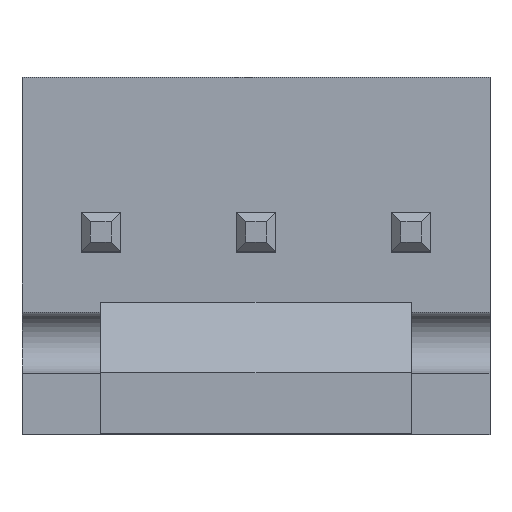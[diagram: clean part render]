
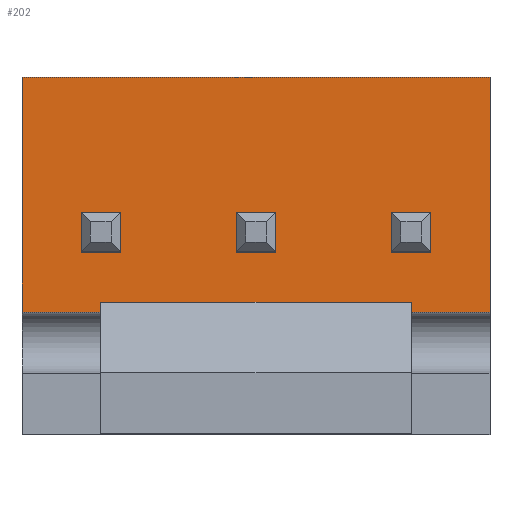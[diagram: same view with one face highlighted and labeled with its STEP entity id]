
A CAD part, top view. The second image highlights one B-rep face of the part: STEP entity #202.
In plain terms, the highlighted planar face has unit normal (0, 0, 1).
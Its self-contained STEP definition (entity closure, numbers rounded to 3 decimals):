
#23=VERTEX_POINT('',#24);
#24=CARTESIAN_POINT('',(6.37,2.54,2.5));
#28=EDGE_CURVE('',#23,#29,#31,.T.);
#29=VERTEX_POINT('',#30);
#30=CARTESIAN_POINT('',(-1.29,2.54,2.5));
#31=LINE('',#24,#32);
#32=VECTOR('',#33,1.);
#33=DIRECTION('',(-1.,0.,0.));
#44=DIRECTION('',(0.,-1.,0.));
#53=VECTOR('',#54,1.);
#54=DIRECTION('',(0.,1.,0.));
#58=CARTESIAN_POINT('',(6.37,-3.3,2.5));
#64=LINE('',#58,#53);
#67=VERTEX_POINT('',#68);
#68=CARTESIAN_POINT('',(6.37,-1.3,2.5));
#75=EDGE_CURVE('',#67,#23,#64,.T.);
#87=VECTOR('',#44,1.);
#90=EDGE_CURVE('',#29,#91,#93,.T.);
#91=VERTEX_POINT('',#92);
#92=CARTESIAN_POINT('',(-1.29,-1.3,2.5));
#93=LINE('',#30,#87);
#110=DIRECTION('',(1.,0.,0.));
#117=VECTOR('',#110,1.);
#140=VECTOR('',#141,1.);
#141=DIRECTION('',(0.,-1.,0.));
#200=DIRECTION('',(0.,0.,-1.));
#201=DIRECTION('',(-1.,0.,0.));
#202=ADVANCED_FACE('',(#203,#213,#239,#265),#291,.F.);
#203=FACE_BOUND('',#204,.F.);
#204=EDGE_LOOP('',(#205,#206,#207,#212));
#205=ORIENTED_EDGE('',*,*,#28,.F.);
#206=ORIENTED_EDGE('',*,*,#75,.F.);
#207=ORIENTED_EDGE('',*,*,#208,.F.);
#208=EDGE_CURVE('',#91,#67,#209,.T.);
#209=LINE('',#92,#210);
#210=VECTOR('',#211,1.);
#211=DIRECTION('',(1.,0.,0.));
#212=ORIENTED_EDGE('',*,*,#90,.F.);
#213=FACE_BOUND('',#214,.F.);
#214=EDGE_LOOP('',(#215,#223,#229,#235));
#215=ORIENTED_EDGE('',*,*,#216,.F.);
#216=EDGE_CURVE('',#217,#219,#221,.T.);
#217=VERTEX_POINT('',#218);
#218=CARTESIAN_POINT('',(4.76,-0.32,2.5));
#219=VERTEX_POINT('',#220);
#220=CARTESIAN_POINT('',(4.76,0.32,2.5));
#221=LINE('',#222,#53);
#222=CARTESIAN_POINT('',(4.76,1.11,2.5));
#223=ORIENTED_EDGE('',*,*,#224,.F.);
#224=EDGE_CURVE('',#225,#217,#227,.T.);
#225=VERTEX_POINT('',#226);
#226=CARTESIAN_POINT('',(5.4,-0.32,2.5));
#227=LINE('',#228,#32);
#228=CARTESIAN_POINT('',(5.885,-0.32,2.5));
#229=ORIENTED_EDGE('',*,*,#230,.F.);
#230=EDGE_CURVE('',#231,#225,#233,.T.);
#231=VERTEX_POINT('',#232);
#232=CARTESIAN_POINT('',(5.4,0.32,2.5));
#233=LINE('',#234,#140);
#234=CARTESIAN_POINT('',(5.4,1.43,2.5));
#235=ORIENTED_EDGE('',*,*,#236,.F.);
#236=EDGE_CURVE('',#219,#231,#237,.T.);
#237=LINE('',#238,#117);
#238=CARTESIAN_POINT('',(5.565,0.32,2.5));
#239=FACE_BOUND('',#240,.F.);
#240=EDGE_LOOP('',(#241,#249,#255,#261));
#241=ORIENTED_EDGE('',*,*,#242,.F.);
#242=EDGE_CURVE('',#243,#245,#247,.T.);
#243=VERTEX_POINT('',#244);
#244=CARTESIAN_POINT('',(0.32,0.32,2.5));
#245=VERTEX_POINT('',#246);
#246=CARTESIAN_POINT('',(0.32,-0.32,2.5));
#247=LINE('',#248,#140);
#248=CARTESIAN_POINT('',(0.32,1.43,2.5));
#249=ORIENTED_EDGE('',*,*,#250,.F.);
#250=EDGE_CURVE('',#251,#243,#253,.T.);
#251=VERTEX_POINT('',#252);
#252=CARTESIAN_POINT('',(-0.32,0.32,2.5));
#253=LINE('',#254,#117);
#254=CARTESIAN_POINT('',(3.025,0.32,2.5));
#255=ORIENTED_EDGE('',*,*,#256,.F.);
#256=EDGE_CURVE('',#257,#251,#259,.T.);
#257=VERTEX_POINT('',#258);
#258=CARTESIAN_POINT('',(-0.32,-0.32,2.5));
#259=LINE('',#260,#53);
#260=CARTESIAN_POINT('',(-0.32,1.11,2.5));
#261=ORIENTED_EDGE('',*,*,#262,.F.);
#262=EDGE_CURVE('',#245,#257,#263,.T.);
#263=LINE('',#264,#32);
#264=CARTESIAN_POINT('',(3.345,-0.32,2.5));
#265=FACE_BOUND('',#266,.F.);
#266=EDGE_LOOP('',(#267,#275,#281,#287));
#267=ORIENTED_EDGE('',*,*,#268,.F.);
#268=EDGE_CURVE('',#269,#271,#273,.T.);
#269=VERTEX_POINT('',#270);
#270=CARTESIAN_POINT('',(2.86,0.32,2.5));
#271=VERTEX_POINT('',#272);
#272=CARTESIAN_POINT('',(2.86,-0.32,2.5));
#273=LINE('',#274,#140);
#274=CARTESIAN_POINT('',(2.86,1.43,2.5));
#275=ORIENTED_EDGE('',*,*,#276,.F.);
#276=EDGE_CURVE('',#277,#269,#279,.T.);
#277=VERTEX_POINT('',#278);
#278=CARTESIAN_POINT('',(2.22,0.32,2.5));
#279=LINE('',#280,#117);
#280=CARTESIAN_POINT('',(4.295,0.32,2.5));
#281=ORIENTED_EDGE('',*,*,#282,.F.);
#282=EDGE_CURVE('',#283,#277,#285,.T.);
#283=VERTEX_POINT('',#284);
#284=CARTESIAN_POINT('',(2.22,-0.32,2.5));
#285=LINE('',#286,#53);
#286=CARTESIAN_POINT('',(2.22,1.11,2.5));
#287=ORIENTED_EDGE('',*,*,#288,.F.);
#288=EDGE_CURVE('',#271,#283,#289,.T.);
#289=LINE('',#290,#32);
#290=CARTESIAN_POINT('',(4.615,-0.32,2.5));
#291=PLANE('',#292);
#292=AXIS2_PLACEMENT_3D('',#24,#200,#201);
